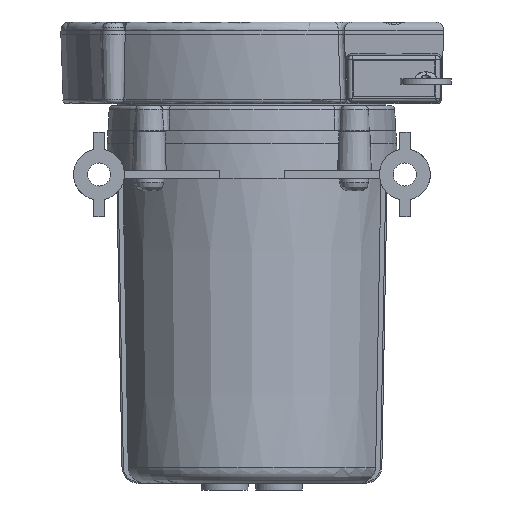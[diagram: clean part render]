
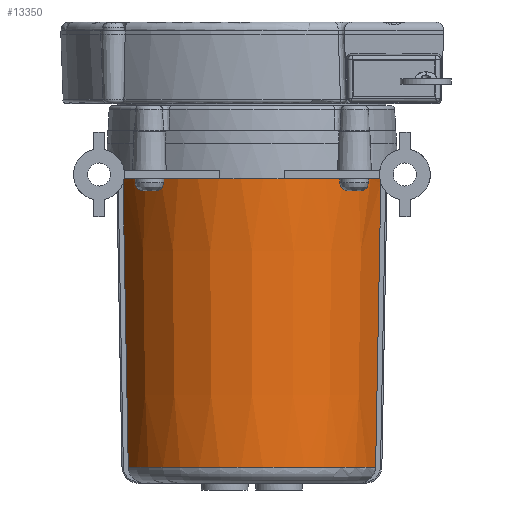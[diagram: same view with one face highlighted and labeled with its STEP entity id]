
A CAD part, front view. The second image highlights one B-rep face of the part: STEP entity #13350.
In plain terms, the highlighted conical face has half-angle 1 degrees and reference radius 25.4 mm.
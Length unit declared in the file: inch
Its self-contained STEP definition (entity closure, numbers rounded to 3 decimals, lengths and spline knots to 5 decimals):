
#399=CARTESIAN_POINT('',(0.94008,-0.326,0.0));
#400=VERTEX_POINT('',#399);
#407=CARTESIAN_POINT('',(0.94812,-0.3,-0.03122));
#408=VERTEX_POINT('',#407);
#409=CARTESIAN_POINT('',(0.94812,-0.3,-0.03122));
#410=CARTESIAN_POINT('',(0.94743,-0.3023,-0.02925));
#411=CARTESIAN_POINT('',(0.94675,-0.30456,-0.0272));
#412=CARTESIAN_POINT('',(0.94387,-0.31394,-0.01802));
#413=CARTESIAN_POINT('',(0.94167,-0.3209,-0.00949));
#414=CARTESIAN_POINT('',(0.94008,-0.326,0.));
#415=B_SPLINE_CURVE_WITH_KNOTS('',3,(#409,#410,#411,#412,#413,#414),.UNSPECIFIED.,.F.,.U.,(4,2,4),(0.78883,0.81279,0.89122),.UNSPECIFIED.);
#416=EDGE_CURVE('',#408,#400,#415,.T.);
#944=CARTESIAN_POINT('',(-0.94812,-0.3,-0.03122));
#945=VERTEX_POINT('',#944);
#953=CARTESIAN_POINT('',(-0.94008,-0.326,0.0));
#954=VERTEX_POINT('',#953);
#955=CARTESIAN_POINT('',(-0.94008,-0.326,0.));
#956=CARTESIAN_POINT('',(-0.94167,-0.3209,-0.00949));
#957=CARTESIAN_POINT('',(-0.94387,-0.31394,-0.01802));
#958=CARTESIAN_POINT('',(-0.94675,-0.30456,-0.0272));
#959=CARTESIAN_POINT('',(-0.94743,-0.3023,-0.02925));
#960=CARTESIAN_POINT('',(-0.94812,-0.3,-0.03122));
#961=B_SPLINE_CURVE_WITH_KNOTS('',3,(#955,#956,#957,#958,#959,#960),.UNSPECIFIED.,.F.,.U.,(4,2,4),(1.06931,1.14774,1.1717),.UNSPECIFIED.);
#962=EDGE_CURVE('',#954,#945,#961,.T.);
#10217=CARTESIAN_POINT('',(0.0,0.0,0.0));
#10218=DIRECTION('',(0.0,0.0,-1.0));
#10219=DIRECTION('',(-1.0,0.0,0.0));
#10220=AXIS2_PLACEMENT_3D('',#10217,#10218,#10219);
#10221=CIRCLE('',#10220,0.995);
#10222=EDGE_CURVE('',#400,#954,#10221,.T.);
#12545=CARTESIAN_POINT('',(-0.90977,-0.3,-2.12209));
#12546=VERTEX_POINT('',#12545);
#12558=CARTESIAN_POINT('',(-0.94812,-0.3,-0.03122));
#12559=CARTESIAN_POINT('',(-0.9351,-0.3,-0.74271));
#12560=CARTESIAN_POINT('',(-0.92232,-0.3,-1.4394));
#12561=CARTESIAN_POINT('',(-0.90977,-0.3,-2.12209));
#12562=B_SPLINE_CURVE_WITH_KNOTS('',3,(#12558,#12559,#12560,#12561),.UNSPECIFIED.,.F.,.U.,(4,4),(0.0776,5.38468),.UNSPECIFIED.);
#12563=EDGE_CURVE('',#945,#12546,#12562,.T.);
#13304=CARTESIAN_POINT('',(0.90977,-0.3,-2.12209));
#13305=VERTEX_POINT('',#13304);
#13317=CARTESIAN_POINT('',(0.,0.0,-2.12209));
#13318=DIRECTION('',(0.0,0.0,-1.0));
#13319=DIRECTION('',(-0.094,-0.996,0.0));
#13320=AXIS2_PLACEMENT_3D('',#13317,#13318,#13319);
#13321=CIRCLE('',#13320,0.95796);
#13322=EDGE_CURVE('',#13305,#12546,#13321,.T.);
#13331=CARTESIAN_POINT('',(0.0,0.0,0.28645));
#13332=DIRECTION('',(0.0,0.0,1.0));
#13333=DIRECTION('',(-1.0,0.0,0.0));
#13334=AXIS2_PLACEMENT_3D('',#13331,#13332,#13333);
#13335=CONICAL_SURFACE('',#13334,1.0,1.0);
#13336=ORIENTED_EDGE('',*,*,#13322,.F.);
#13337=CARTESIAN_POINT('',(0.90977,-0.3,-2.12209));
#13338=CARTESIAN_POINT('',(0.92232,-0.3,-1.4394));
#13339=CARTESIAN_POINT('',(0.9351,-0.3,-0.74271));
#13340=CARTESIAN_POINT('',(0.94812,-0.3,-0.03122));
#13341=B_SPLINE_CURVE_WITH_KNOTS('',3,(#13337,#13338,#13339,#13340),.UNSPECIFIED.,.F.,.U.,(4,4),(0.30588,5.61295),.UNSPECIFIED.);
#13342=EDGE_CURVE('',#13305,#408,#13341,.T.);
#13343=ORIENTED_EDGE('',*,*,#13342,.T.);
#13344=ORIENTED_EDGE('',*,*,#416,.T.);
#13345=ORIENTED_EDGE('',*,*,#10222,.T.);
#13346=ORIENTED_EDGE('',*,*,#962,.T.);
#13347=ORIENTED_EDGE('',*,*,#12563,.T.);
#13348=EDGE_LOOP('',(#13336,#13343,#13344,#13345,#13346,#13347));
#13349=FACE_OUTER_BOUND('',#13348,.T.);
#13350=ADVANCED_FACE('',(#13349),#13335,.T.);
